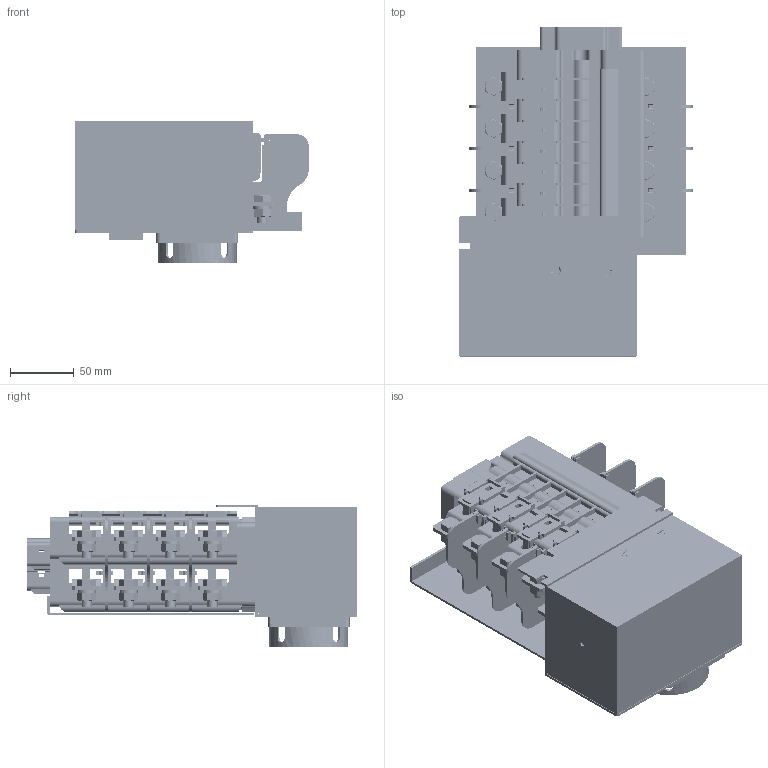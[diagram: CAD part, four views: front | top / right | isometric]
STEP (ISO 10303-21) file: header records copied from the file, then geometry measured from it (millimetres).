
FILE_DESCRIPTION(/* description */ ('Unknown'),/* implementation_level */ '2;1');
FILE_NAME(/* name */ '318.008',/* time_stamp */ '2025-11-20T13:07:13-03:00',/* author */ ('Unknown'),/* organization */ ('Unknown'),/* preprocessor_version */ 'ST-DEVELOPER v16.7',/* originating_system */ 'Solid Edge',/* authorisation */ 'Unknown');
FILE_SCHEMA (('AUTOMOTIVE_DESIGN {1 0 10303 214 3 1 1}'));
Products named in the file (1): 318.008
Bounding box: 183.95 x 259.77 x 112 mm (x, y, z)
Volume: 527795.9 mm3; surface area: 561794.2 mm2
Topology: 1 solids, 22 shells, 6428 faces, 18928 edges, 12234 vertices
Faces by surface type: plane 4707, cylinder 1483, cone 104, torus 86, bspline 48
Full cylindrical faces by diameter (mm): 0.8 x5, 3 x16, 3.404 x2, 3.5 x10, 4 x3, 4.1 x3, 4.2 x8, 4.5 x9, 5 x2, 6 x4, 6.75 x32, 7.2 x3, 8 x56, 8.1 x12, 8.2 x1, 10 x1, 11 x32, 14 x10, 14.1 x12, 14.2 x1, 15 x6, 15.2 x1, 18 x8, 19 x1, 22.5 x1, 58 x1, 62 x1
Entity records: 263775 total; most frequent: CARTESIAN_POINT 47629, ORIENTED_EDGE 36798, DIRECTION 34280, EDGE_CURVE 18399, LINE 14054, VECTOR 14054, VERTEX_POINT 12038, AXIS2_PLACEMENT_3D 10113
